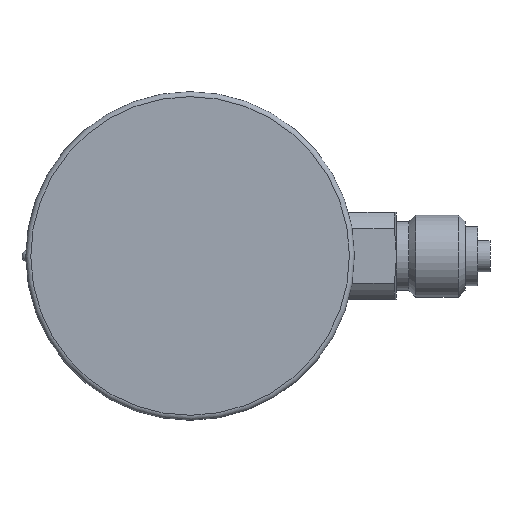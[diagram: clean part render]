
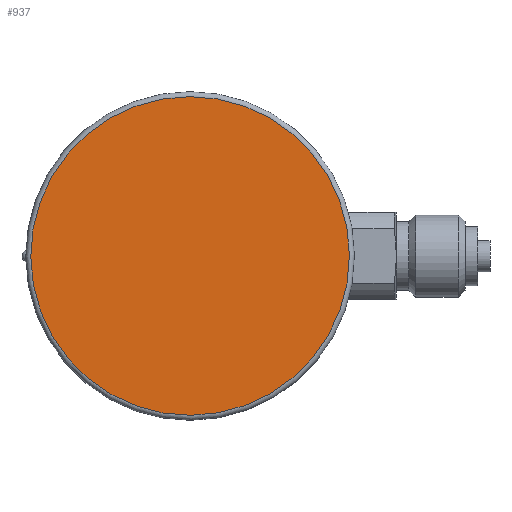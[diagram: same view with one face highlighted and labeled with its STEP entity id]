
A CAD part, top view. The second image highlights one B-rep face of the part: STEP entity #937.
In plain terms, the highlighted planar face has unit normal (0, 0, 1).
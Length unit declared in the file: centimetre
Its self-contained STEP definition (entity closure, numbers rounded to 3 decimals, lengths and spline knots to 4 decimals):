
#197=FACE_OUTER_BOUND('',#268,.T.);
#268=EDGE_LOOP('',(#736));
#361=CIRCLE('',#1051,2.55);
#443=VERTEX_POINT('',#1654);
#549=EDGE_CURVE('',#443,#443,#361,.T.);
#736=ORIENTED_EDGE('',*,*,#549,.T.);
#826=PLANE('',#1050);
#937=ADVANCED_FACE('',(#197),#826,.T.);
#1050=AXIS2_PLACEMENT_3D('',#1653,#1299,#1300);
#1051=AXIS2_PLACEMENT_3D('',#1655,#1301,#1302);
#1299=DIRECTION('center_axis',(0.,0.,
1.));
#1300=DIRECTION('ref_axis',(0.646,-0.763,0.));
#1301=DIRECTION('center_axis',(0.,0.,
1.));
#1302=DIRECTION('ref_axis',(0.763,0.646,0.));
#1653=CARTESIAN_POINT('Origin',(1.813,1.5342,2.83));
#1654=CARTESIAN_POINT('',(1.9466,1.6472,2.83));
#1655=CARTESIAN_POINT('Origin',(0.,0.,
2.83));
